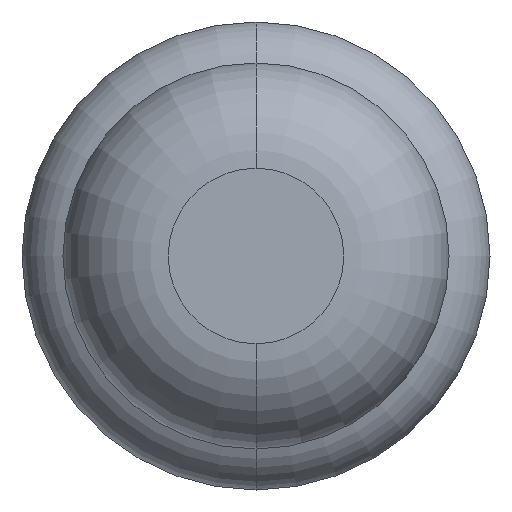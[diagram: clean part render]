
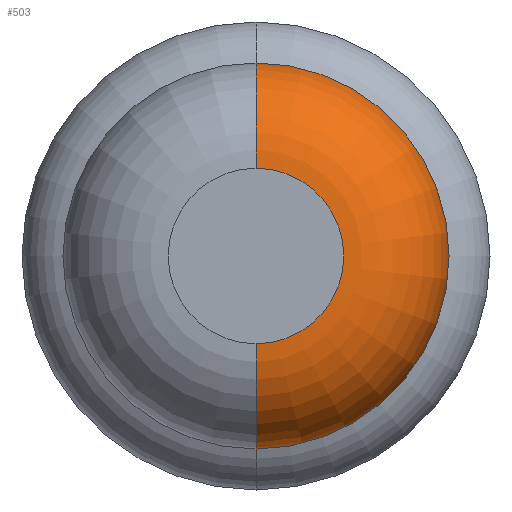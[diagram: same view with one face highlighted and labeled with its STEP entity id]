
A CAD part, front view. The second image highlights one B-rep face of the part: STEP entity #503.
In plain terms, the highlighted toroidal (fillet/blend) face has major radius 0.375 mm and minor radius 0.45 mm.
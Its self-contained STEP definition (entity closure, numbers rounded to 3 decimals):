
#161 = VERTEX_POINT ( 'NONE', #4138 ) ;
#436 = VERTEX_POINT ( 'NONE', #2786 ) ;
#462 = DIRECTION ( 'NONE',  ( 0., 0., 1. ) ) ;
#484 = DIRECTION ( 'NONE',  ( 0., 1., 0. ) ) ;
#503 = ADVANCED_FACE ( 'Defeature ausgef�hrt1_8', ( #2114 ), #3823, .T. ) ;
#573 = DIRECTION ( 'NONE',  ( 0., 1., 0. ) ) ;
#630 = AXIS2_PLACEMENT_3D ( 'NONE', #1979, #3281, #3309 ) ;
#875 = ORIENTED_EDGE ( 'NONE', *, *, #3246, .T. ) ;
#1365 = EDGE_LOOP ( 'NONE', ( #2383, #875, #1403, #1413 ) ) ;
#1403 = ORIENTED_EDGE ( 'NONE', *, *, #2248, .F. ) ;
#1413 = ORIENTED_EDGE ( 'NONE', *, *, #4027, .F. ) ;
#1490 = CARTESIAN_POINT ( 'NONE',  ( 0., -28.55, 0.825 ) ) ;
#1661 = AXIS2_PLACEMENT_3D ( 'NONE', #2499, #573, #2799 ) ;
#1979 = CARTESIAN_POINT ( 'NONE',  ( 0., -28.55, 0. ) ) ;
#2114 = FACE_OUTER_BOUND ( 'NONE', #1365, .T. ) ;
#2143 = AXIS2_PLACEMENT_3D ( 'NONE', #3171, #3828, #3797 ) ;
#2248 = EDGE_CURVE ( 'Defeature ausgef�hrt1_9+Defeature ausgef�hrt1_8+Defeature ausgef�hrt1_8+Defeature ausgef�hrt1_8', #3750, #161, #3966, .T. ) ;
#2383 = ORIENTED_EDGE ( 'NONE', *, *, #3019, .T. ) ;
#2499 = CARTESIAN_POINT ( 'NONE',  ( 0., -28.55, 0. ) ) ;
#2665 = DIRECTION ( 'NONE',  ( -1., 0., 0. ) ) ;
#2676 = CARTESIAN_POINT ( 'NONE',  ( 0., -29., 0. ) ) ;
#2786 = CARTESIAN_POINT ( 'NONE',  ( 0., -29., -0.375 ) ) ;
#2799 = DIRECTION ( 'NONE',  ( 0., 0., 1. ) ) ;
#2973 = AXIS2_PLACEMENT_3D ( 'NONE', #3627, #2665, #3672 ) ;
#3019 = EDGE_CURVE ( 'Defeature ausgef�hrt1_8+Defeature ausgef�hrt1_7+Defeature ausgef�hrt1_7+Defeature ausgef�hrt1_7', #3654, #436, #4066, .T. ) ;
#3171 = CARTESIAN_POINT ( 'NONE',  ( 0., -28.55, -0.375 ) ) ;
#3246 = EDGE_CURVE ( 'NONE', #436, #161, #3863, .T. ) ;
#3281 = DIRECTION ( 'NONE',  ( 0., 1., 0. ) ) ;
#3305 = AXIS2_PLACEMENT_3D ( 'NONE', #2676, #484, #462 ) ;
#3309 = DIRECTION ( 'NONE',  ( 0., 0., 1. ) ) ;
#3424 = CIRCLE ( 'NONE', #2973, 0.45 ) ;
#3627 = CARTESIAN_POINT ( 'NONE',  ( 0., -28.55, 0.375 ) ) ;
#3654 = VERTEX_POINT ( 'NONE', #3705 ) ;
#3672 = DIRECTION ( 'NONE',  ( 0., 0., 1. ) ) ;
#3705 = CARTESIAN_POINT ( 'NONE',  ( 0., -29., 0.375 ) ) ;
#3750 = VERTEX_POINT ( 'NONE', #1490 ) ;
#3797 = DIRECTION ( 'NONE',  ( 0., 0., -1. ) ) ;
#3823 = TOROIDAL_SURFACE ( 'NONE', #1661, 0.375, 0.45 ) ;
#3828 = DIRECTION ( 'NONE',  ( 1., 0., 0. ) ) ;
#3863 = CIRCLE ( 'NONE', #2143, 0.45 ) ;
#3966 = CIRCLE ( 'NONE', #630, 0.825 ) ;
#4027 = EDGE_CURVE ( 'NONE', #3654, #3750, #3424, .T. ) ;
#4066 = CIRCLE ( 'NONE', #3305, 0.375 ) ;
#4138 = CARTESIAN_POINT ( 'NONE',  ( 0., -28.55, -0.825 ) ) ;
